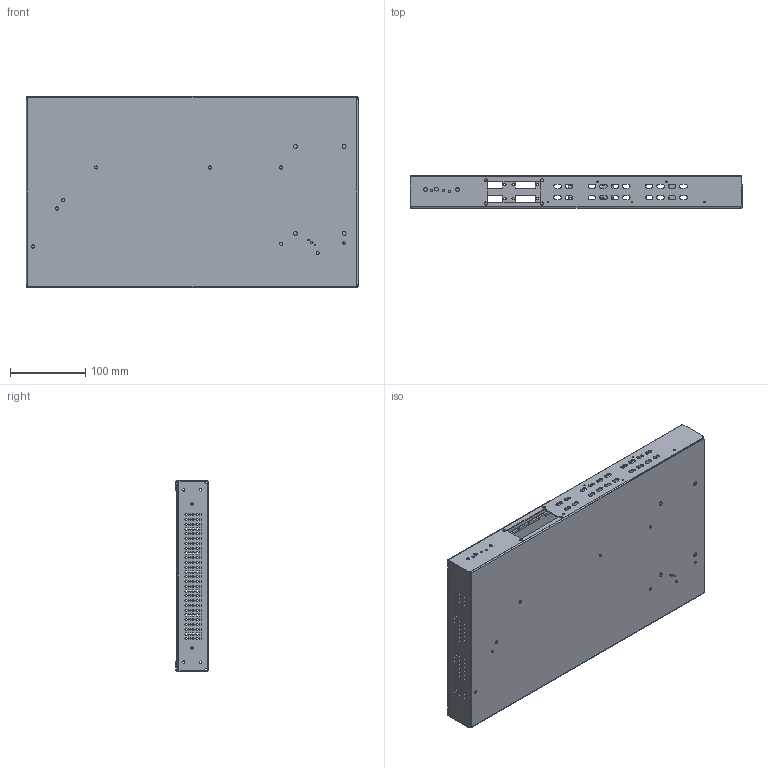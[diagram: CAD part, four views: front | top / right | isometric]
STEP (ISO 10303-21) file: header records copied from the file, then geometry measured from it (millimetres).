
FILE_DESCRIPTION (( 'STEP AP214' ), '1' );
FILE_NAME ('SM-DVI-8X8.STEP', '2015-11-16T19:50:35', ( 'test' ), ( '' ), 'SwSTEP 2.0', 'SolidWorks 2011', '' );
FILE_SCHEMA (( 'AUTOMOTIVE_DESIGN' ));
Length unit declared in the file: millimetre
Products named in the file (3): MP4033; MP4183; SM-DVI-8X8
Assembly tree (2 placements, depth 2):
  SM-DVI-8X8
    MP4183
    MP4033
Bounding box: 441.99 x 43.25 x 254.23 mm (x, y, z)
Volume: 325702.4 mm3; surface area: 567826.6 mm2
Topology: 2 solids, 2 shells, 2250 faces, 6650 edges, 4404 vertices
Faces by surface type: plane 1888, cylinder 350, bspline 12
Entity records: 76184 total; most frequent: CARTESIAN_POINT 13753, ORIENTED_EDGE 13300, DIRECTION 11764, EDGE_CURVE 6650, VECTOR 5926, LINE 5926, VERTEX_POINT 4404, EDGE_LOOP 3108
